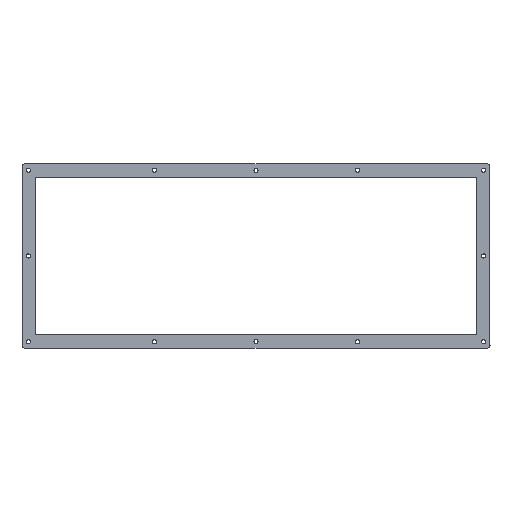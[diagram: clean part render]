
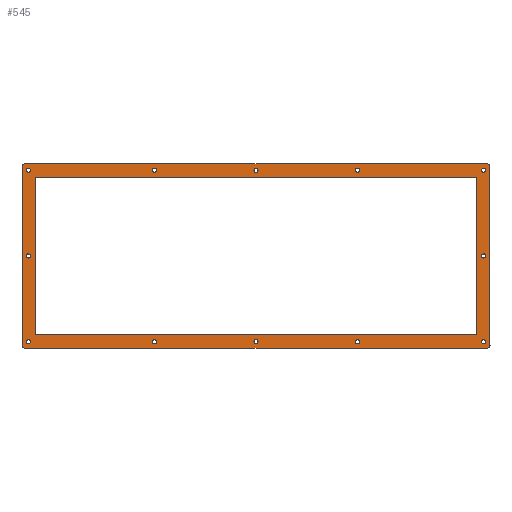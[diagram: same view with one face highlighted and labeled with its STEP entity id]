
A CAD part, top view. The second image highlights one B-rep face of the part: STEP entity #545.
In plain terms, the highlighted planar face has unit normal (0, 0, 1).
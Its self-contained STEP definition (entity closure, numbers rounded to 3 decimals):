
#15=FACE_BOUND('',#140,.T.);
#16=FACE_BOUND('',#141,.T.);
#17=FACE_BOUND('',#142,.T.);
#18=FACE_BOUND('',#143,.T.);
#19=FACE_BOUND('',#144,.T.);
#20=FACE_BOUND('',#145,.T.);
#21=FACE_BOUND('',#146,.T.);
#22=FACE_BOUND('',#147,.T.);
#23=FACE_BOUND('',#148,.T.);
#24=FACE_BOUND('',#149,.T.);
#25=FACE_BOUND('',#150,.T.);
#26=FACE_BOUND('',#151,.T.);
#27=FACE_BOUND('',#152,.T.);
#41=CIRCLE('',#566,1.6);
#43=CIRCLE('',#569,1.6);
#45=CIRCLE('',#572,1.6);
#47=CIRCLE('',#575,1.6);
#49=CIRCLE('',#578,1.6);
#51=CIRCLE('',#581,1.6);
#53=CIRCLE('',#584,1.6);
#55=CIRCLE('',#587,1.6);
#57=CIRCLE('',#590,1.6);
#59=CIRCLE('',#593,1.6);
#61=CIRCLE('',#596,1.6);
#63=CIRCLE('',#599,1.6);
#66=CIRCLE('',#604,2.);
#68=CIRCLE('',#608,2.);
#70=CIRCLE('',#612,2.);
#72=CIRCLE('',#616,2.);
#113=FACE_OUTER_BOUND('',#139,.T.);
#139=EDGE_LOOP('',(#463,#464,#465,#466,#467,#468,#469,#470));
#140=EDGE_LOOP('',(#471));
#141=EDGE_LOOP('',(#472));
#142=EDGE_LOOP('',(#473));
#143=EDGE_LOOP('',(#474));
#144=EDGE_LOOP('',(#475));
#145=EDGE_LOOP('',(#476));
#146=EDGE_LOOP('',(#477));
#147=EDGE_LOOP('',(#478));
#148=EDGE_LOOP('',(#479));
#149=EDGE_LOOP('',(#480));
#150=EDGE_LOOP('',(#481));
#151=EDGE_LOOP('',(#482));
#152=EDGE_LOOP('',(#483,#484,#485,#486));
#169=LINE('',#785,#209);
#172=LINE('',#791,#212);
#175=LINE('',#797,#215);
#178=LINE('',#801,#218);
#193=LINE('',#881,#233);
#197=LINE('',#893,#237);
#201=LINE('',#905,#241);
#205=LINE('',#917,#245);
#209=VECTOR('',#625,10.);
#212=VECTOR('',#630,10.);
#215=VECTOR('',#635,10.);
#218=VECTOR('',#640,10.);
#233=VECTOR('',#729,10.);
#237=VECTOR('',#741,10.);
#241=VECTOR('',#753,10.);
#245=VECTOR('',#765,10.);
#249=VERTEX_POINT('',#782);
#250=VERTEX_POINT('',#784);
#252=VERTEX_POINT('',#790);
#254=VERTEX_POINT('',#796);
#255=VERTEX_POINT('',#803);
#257=VERTEX_POINT('',#809);
#259=VERTEX_POINT('',#815);
#261=VERTEX_POINT('',#821);
#263=VERTEX_POINT('',#827);
#265=VERTEX_POINT('',#833);
#267=VERTEX_POINT('',#839);
#269=VERTEX_POINT('',#845);
#271=VERTEX_POINT('',#851);
#273=VERTEX_POINT('',#857);
#275=VERTEX_POINT('',#863);
#277=VERTEX_POINT('',#869);
#281=VERTEX_POINT('',#878);
#282=VERTEX_POINT('',#880);
#284=VERTEX_POINT('',#886);
#286=VERTEX_POINT('',#892);
#288=VERTEX_POINT('',#898);
#290=VERTEX_POINT('',#904);
#292=VERTEX_POINT('',#910);
#294=VERTEX_POINT('',#916);
#297=EDGE_CURVE('',#250,#249,#169,.T.);
#300=EDGE_CURVE('',#252,#250,#172,.T.);
#303=EDGE_CURVE('',#254,#252,#175,.T.);
#306=EDGE_CURVE('',#249,#254,#178,.T.);
#307=EDGE_CURVE('',#255,#255,#41,.T.);
#310=EDGE_CURVE('',#257,#257,#43,.T.);
#313=EDGE_CURVE('',#259,#259,#45,.T.);
#316=EDGE_CURVE('',#261,#261,#47,.T.);
#319=EDGE_CURVE('',#263,#263,#49,.T.);
#322=EDGE_CURVE('',#265,#265,#51,.T.);
#325=EDGE_CURVE('',#267,#267,#53,.T.);
#328=EDGE_CURVE('',#269,#269,#55,.T.);
#331=EDGE_CURVE('',#271,#271,#57,.T.);
#334=EDGE_CURVE('',#273,#273,#59,.T.);
#337=EDGE_CURVE('',#275,#275,#61,.T.);
#340=EDGE_CURVE('',#277,#277,#63,.T.);
#345=EDGE_CURVE('',#282,#281,#193,.T.);
#348=EDGE_CURVE('',#284,#282,#66,.T.);
#351=EDGE_CURVE('',#286,#284,#197,.T.);
#354=EDGE_CURVE('',#288,#286,#68,.T.);
#357=EDGE_CURVE('',#290,#288,#201,.T.);
#360=EDGE_CURVE('',#292,#290,#70,.T.);
#363=EDGE_CURVE('',#294,#292,#205,.T.);
#366=EDGE_CURVE('',#281,#294,#72,.T.);
#463=ORIENTED_EDGE('',*,*,#366,.T.);
#464=ORIENTED_EDGE('',*,*,#363,.T.);
#465=ORIENTED_EDGE('',*,*,#360,.T.);
#466=ORIENTED_EDGE('',*,*,#357,.T.);
#467=ORIENTED_EDGE('',*,*,#354,.T.);
#468=ORIENTED_EDGE('',*,*,#351,.T.);
#469=ORIENTED_EDGE('',*,*,#348,.T.);
#470=ORIENTED_EDGE('',*,*,#345,.T.);
#471=ORIENTED_EDGE('',*,*,#340,.T.);
#472=ORIENTED_EDGE('',*,*,#337,.T.);
#473=ORIENTED_EDGE('',*,*,#334,.T.);
#474=ORIENTED_EDGE('',*,*,#331,.T.);
#475=ORIENTED_EDGE('',*,*,#328,.T.);
#476=ORIENTED_EDGE('',*,*,#325,.T.);
#477=ORIENTED_EDGE('',*,*,#322,.T.);
#478=ORIENTED_EDGE('',*,*,#319,.T.);
#479=ORIENTED_EDGE('',*,*,#316,.T.);
#480=ORIENTED_EDGE('',*,*,#313,.T.);
#481=ORIENTED_EDGE('',*,*,#310,.T.);
#482=ORIENTED_EDGE('',*,*,#307,.T.);
#483=ORIENTED_EDGE('',*,*,#306,.T.);
#484=ORIENTED_EDGE('',*,*,#303,.T.);
#485=ORIENTED_EDGE('',*,*,#300,.T.);
#486=ORIENTED_EDGE('',*,*,#297,.T.);
#519=PLANE('',#617);
#545=ADVANCED_FACE('',(#113,#15,#16,#17,#18,#19,#20,#21,#22,#23,#24,#25,
#26,#27),#519,.T.);
#566=AXIS2_PLACEMENT_3D('',#804,#643,#644);
#569=AXIS2_PLACEMENT_3D('',#810,#650,#651);
#572=AXIS2_PLACEMENT_3D('',#816,#657,#658);
#575=AXIS2_PLACEMENT_3D('',#822,#664,#665);
#578=AXIS2_PLACEMENT_3D('',#828,#671,#672);
#581=AXIS2_PLACEMENT_3D('',#834,#678,#679);
#584=AXIS2_PLACEMENT_3D('',#840,#685,#686);
#587=AXIS2_PLACEMENT_3D('',#846,#692,#693);
#590=AXIS2_PLACEMENT_3D('',#852,#699,#700);
#593=AXIS2_PLACEMENT_3D('',#858,#706,#707);
#596=AXIS2_PLACEMENT_3D('',#864,#713,#714);
#599=AXIS2_PLACEMENT_3D('',#870,#720,#721);
#604=AXIS2_PLACEMENT_3D('',#887,#735,#736);
#608=AXIS2_PLACEMENT_3D('',#899,#747,#748);
#612=AXIS2_PLACEMENT_3D('',#911,#759,#760);
#616=AXIS2_PLACEMENT_3D('',#921,#771,#772);
#617=AXIS2_PLACEMENT_3D('',#922,#773,#774);
#625=DIRECTION('',(0.,1.,0.));
#630=DIRECTION('',(-1.,0.,0.));
#635=DIRECTION('',(0.,-1.,0.));
#640=DIRECTION('',(1.,0.,0.));
#643=DIRECTION('center_axis',(0.,0.,-1.));
#644=DIRECTION('ref_axis',(1.,0.,0.));
#650=DIRECTION('center_axis',(0.,0.,-1.));
#651=DIRECTION('ref_axis',(1.,0.,0.));
#657=DIRECTION('center_axis',(0.,0.,-1.));
#658=DIRECTION('ref_axis',(1.,0.,0.));
#664=DIRECTION('center_axis',(0.,0.,-1.));
#665=DIRECTION('ref_axis',(1.,0.,0.));
#671=DIRECTION('center_axis',(0.,0.,-1.));
#672=DIRECTION('ref_axis',(1.,0.,0.));
#678=DIRECTION('center_axis',(0.,0.,-1.));
#679=DIRECTION('ref_axis',(1.,0.,0.));
#685=DIRECTION('center_axis',(0.,0.,-1.));
#686=DIRECTION('ref_axis',(1.,0.,0.));
#692=DIRECTION('center_axis',(0.,0.,-1.));
#693=DIRECTION('ref_axis',(1.,0.,0.));
#699=DIRECTION('center_axis',(0.,0.,-1.));
#700=DIRECTION('ref_axis',(1.,0.,0.));
#706=DIRECTION('center_axis',(0.,0.,-1.));
#707=DIRECTION('ref_axis',(1.,0.,0.));
#713=DIRECTION('center_axis',(0.,0.,-1.));
#714=DIRECTION('ref_axis',(1.,0.,0.));
#720=DIRECTION('center_axis',(0.,0.,-1.));
#721=DIRECTION('ref_axis',(1.,0.,0.));
#729=DIRECTION('',(1.,0.,0.));
#735=DIRECTION('center_axis',(0.,0.,1.));
#736=DIRECTION('ref_axis',(-1.,0.,0.));
#741=DIRECTION('',(0.,-1.,0.));
#747=DIRECTION('center_axis',(0.,0.,1.));
#748=DIRECTION('ref_axis',(0.,1.,0.));
#753=DIRECTION('',(-1.,0.,0.));
#759=DIRECTION('center_axis',(0.,0.,1.));
#760=DIRECTION('ref_axis',(1.,0.,0.));
#765=DIRECTION('',(0.,1.,0.));
#771=DIRECTION('center_axis',(0.,0.,1.));
#772=DIRECTION('ref_axis',(0.,-1.,0.));
#773=DIRECTION('center_axis',(0.,0.,1.));
#774=DIRECTION('ref_axis',(1.,0.,0.));
#782=CARTESIAN_POINT('',(60.385,450.189,2.7));
#784=CARTESIAN_POINT('',(60.385,325.964,2.7));
#785=CARTESIAN_POINT('',(60.385,325.964,2.7));
#790=CARTESIAN_POINT('',(408.448,325.964,2.7));
#791=CARTESIAN_POINT('',(60.385,325.964,2.7));
#796=CARTESIAN_POINT('',(408.448,450.189,2.7));
#797=CARTESIAN_POINT('',(408.448,325.964,2.7));
#801=CARTESIAN_POINT('',(60.385,450.189,2.7));
#803=CARTESIAN_POINT('',(312.816,320.464,2.7));
#804=CARTESIAN_POINT('Origin',(314.416,320.464,2.7));
#809=CARTESIAN_POINT('',(53.285,455.689,2.7));
#810=CARTESIAN_POINT('Origin',(54.885,455.689,2.7));
#815=CARTESIAN_POINT('',(152.816,455.689,2.7));
#816=CARTESIAN_POINT('Origin',(154.416,455.689,2.7));
#821=CARTESIAN_POINT('',(412.348,320.464,2.7));
#822=CARTESIAN_POINT('Origin',(413.948,320.464,2.7));
#827=CARTESIAN_POINT('',(412.348,388.077,2.7));
#828=CARTESIAN_POINT('Origin',(413.948,388.077,2.7));
#833=CARTESIAN_POINT('',(312.816,455.689,2.7));
#834=CARTESIAN_POINT('Origin',(314.416,455.689,2.7));
#839=CARTESIAN_POINT('',(53.285,320.464,2.7));
#840=CARTESIAN_POINT('Origin',(54.885,320.464,2.7));
#845=CARTESIAN_POINT('',(152.816,320.464,2.7));
#846=CARTESIAN_POINT('Origin',(154.416,320.464,2.7));
#851=CARTESIAN_POINT('',(232.816,320.464,2.7));
#852=CARTESIAN_POINT('Origin',(234.416,320.464,2.7));
#857=CARTESIAN_POINT('',(412.348,455.689,2.7));
#858=CARTESIAN_POINT('Origin',(413.948,455.689,2.7));
#863=CARTESIAN_POINT('',(53.285,388.077,2.7));
#864=CARTESIAN_POINT('Origin',(54.885,388.077,2.7));
#869=CARTESIAN_POINT('',(232.816,455.689,2.7));
#870=CARTESIAN_POINT('Origin',(234.416,455.689,2.7));
#878=CARTESIAN_POINT('',(416.948,315.464,2.7));
#880=CARTESIAN_POINT('',(51.885,315.464,2.7));
#881=CARTESIAN_POINT('',(416.948,315.464,2.7));
#886=CARTESIAN_POINT('',(49.885,317.464,2.7));
#887=CARTESIAN_POINT('Origin',(51.885,317.464,2.7));
#892=CARTESIAN_POINT('',(49.885,458.689,2.7));
#893=CARTESIAN_POINT('',(49.885,317.464,2.7));
#898=CARTESIAN_POINT('',(51.885,460.689,2.7));
#899=CARTESIAN_POINT('Origin',(51.885,458.689,2.7));
#904=CARTESIAN_POINT('',(416.948,460.689,2.7));
#905=CARTESIAN_POINT('',(51.885,460.689,2.7));
#910=CARTESIAN_POINT('',(418.948,458.689,2.7));
#911=CARTESIAN_POINT('Origin',(416.948,458.689,2.7));
#916=CARTESIAN_POINT('',(418.948,317.464,2.7));
#917=CARTESIAN_POINT('',(418.948,458.689,2.7));
#921=CARTESIAN_POINT('Origin',(416.948,317.464,2.7));
#922=CARTESIAN_POINT('Origin',(234.424,230.844,2.7));
